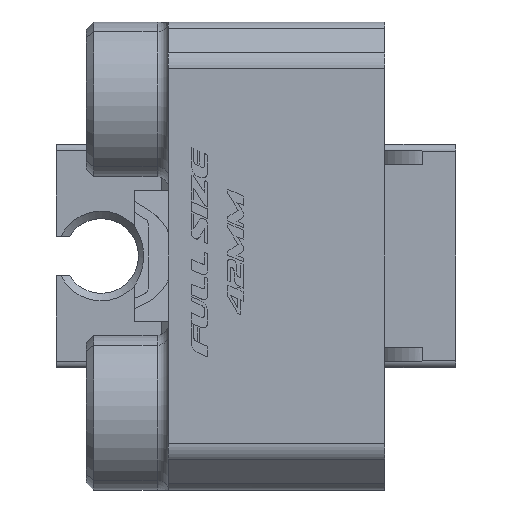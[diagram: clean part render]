
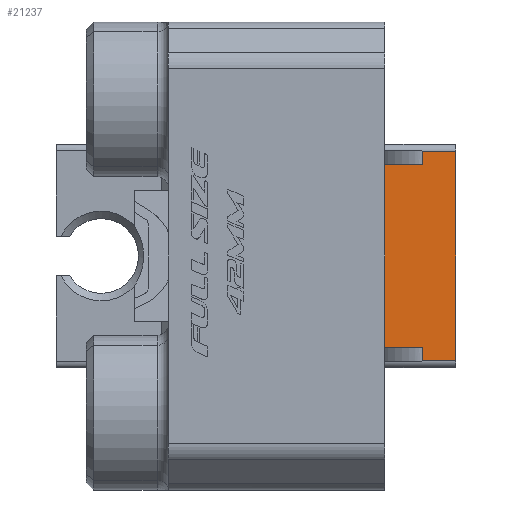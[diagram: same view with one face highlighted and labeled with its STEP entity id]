
A CAD part, left-side view. The second image highlights one B-rep face of the part: STEP entity #21237.
In plain terms, the highlighted planar face has unit normal (-1, 0, 0).
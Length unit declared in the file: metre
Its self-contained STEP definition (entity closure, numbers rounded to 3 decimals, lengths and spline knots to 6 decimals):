
#3170=ORIENTED_EDGE('',*,*,#8983,.T.);
#3171=ORIENTED_EDGE('',*,*,#8563,.F.);
#3172=ORIENTED_EDGE('',*,*,#8988,.F.);
#3173=ORIENTED_EDGE('',*,*,#8586,.F.);
#3174=ORIENTED_EDGE('',*,*,#8987,.T.);
#3175=ORIENTED_EDGE('',*,*,#8989,.T.);
#3176=ORIENTED_EDGE('',*,*,#8598,.T.);
#3177=ORIENTED_EDGE('',*,*,#8596,.T.);
#8563=EDGE_CURVE('',#11753,#11754,#13822,.T.);
#8586=EDGE_CURVE('',#11774,#11775,#13834,.T.);
#8596=EDGE_CURVE('',#11778,#11780,#13836,.T.);
#8598=EDGE_CURVE('',#11781,#11778,#13838,.T.);
#8983=EDGE_CURVE('',#11780,#11754,#14072,.T.);
#8987=EDGE_CURVE('',#11774,#11984,#14075,.T.);
#8988=EDGE_CURVE('',#11775,#11753,#14076,.T.);
#8989=EDGE_CURVE('',#11984,#11781,#14077,.T.);
#11753=VERTEX_POINT('',#30573);
#11754=VERTEX_POINT('',#30575);
#11774=VERTEX_POINT('',#30640);
#11775=VERTEX_POINT('',#30641);
#11778=VERTEX_POINT('',#30685);
#11780=VERTEX_POINT('',#30695);
#11781=VERTEX_POINT('',#30700);
#11984=VERTEX_POINT('',#34328);
#13822=LINE('',#30574,#16086);
#13834=LINE('',#30639,#16098);
#13836=LINE('',#30696,#16100);
#13838=LINE('',#30699,#16102);
#14072=LINE('',#34321,#16336);
#14075=LINE('',#34329,#16339);
#14076=LINE('',#34331,#16340);
#14077=LINE('',#34332,#16341);
#16086=VECTOR('',#24201,1.);
#16098=VECTOR('',#24231,1.);
#16100=VECTOR('',#24233,1.);
#16102=VECTOR('',#24237,1.);
#16336=VECTOR('',#24737,1.);
#16339=VECTOR('',#24748,1.);
#16340=VECTOR('',#24751,1.);
#16341=VECTOR('',#24752,1.);
#18061=EDGE_LOOP('',(#3170,#3171,#3172,#3173,#3174,#3175,#3176,#3177));
#19302=FACE_BOUND('',#18061,.T.);
#20401=PLANE('',#22374);
#21237=ADVANCED_FACE('',(#19302),#20401,.F.);
#22374=AXIS2_PLACEMENT_3D('',#34330,#24749,#24750);
#24201=DIRECTION('',(0.,0.,1.));
#24231=DIRECTION('',(0.,0.,1.));
#24233=DIRECTION('',(0.,0.,-1.));
#24237=DIRECTION('',(0.,1.,0.));
#24737=DIRECTION('',(0.,1.,0.));
#24748=DIRECTION('',(0.,-1.,0.));
#24749=DIRECTION('',(1.,0.,0.));
#24750=DIRECTION('',(0.,0.,-1.));
#24751=DIRECTION('',(0.,1.,0.));
#24752=DIRECTION('',(0.,0.,1.));
#30573=CARTESIAN_POINT('',(0.013,-0.002,-0.0122));
#30574=CARTESIAN_POINT('',(0.013,-0.002,-0.0122));
#30575=CARTESIAN_POINT('',(0.013,-0.002,0.0122));
#30639=CARTESIAN_POINT('',(0.013,-0.007074,-0.0142));
#30640=CARTESIAN_POINT('',(0.013,-0.007074,-0.014));
#30641=CARTESIAN_POINT('',(0.013,-0.007074,-0.0122));
#30685=CARTESIAN_POINT('',(0.013,-0.007074,0.014));
#30695=CARTESIAN_POINT('',(0.013,-0.007074,0.0122));
#30696=CARTESIAN_POINT('',(0.013,-0.007074,0.0142));
#30699=CARTESIAN_POINT('',(0.013,-0.0095,0.014));
#30700=CARTESIAN_POINT('',(0.013,-0.0115,0.014));
#34321=CARTESIAN_POINT('',(0.013,0.,0.0122));
#34328=CARTESIAN_POINT('',(0.013,-0.0115,-0.014));
#34329=CARTESIAN_POINT('',(0.013,-0.0095,-0.014));
#34330=CARTESIAN_POINT('',(0.013,-0.0095,0.));
#34331=CARTESIAN_POINT('',(0.013,0.,-0.0122));
#34332=CARTESIAN_POINT('',(0.013,-0.0115,0.));
